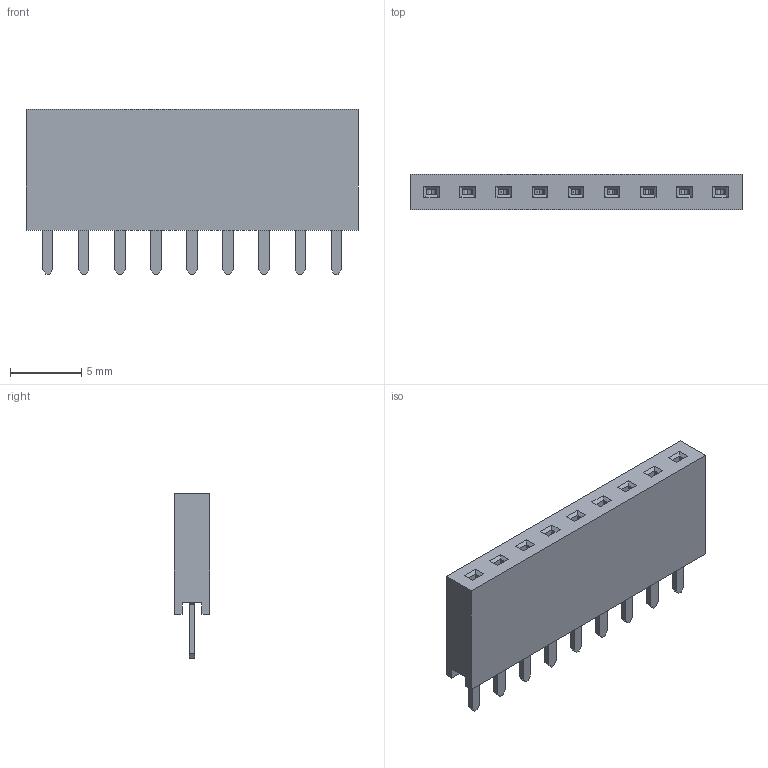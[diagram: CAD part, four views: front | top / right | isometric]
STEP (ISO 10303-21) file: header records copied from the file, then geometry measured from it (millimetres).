
FILE_DESCRIPTION( ( 'Unknown' ), '1' );
FILE_NAME( '61300911821.stp', 'Unknown', ( 'Unknown' ), ( 'Unknown' ), 'PSStep 17.0.49', 'Unknown', ' ' );
FILE_SCHEMA( ( 'AUTOMOTIVE_DESIGN { 1 0 10303 214 1 1 1 1 }' ) );
Length unit declared in the file: millimetre
Products named in the file (3): Assem1; 6130xx11821_PIN; 61300911821
Assembly tree (10 placements, depth 2):
  Assem1
    6130xx11821_PIN  x9
    61300911821
Bounding box: 23.36 x 2.5 x 11.61 mm (x, y, z)
Volume: 451.8 mm3; surface area: 1195.8 mm2
Topology: 10 solids, 10 shells, 343 faces, 933 edges, 610 vertices
Faces by surface type: plane 307, extrusion 18, cylinder 18
Entity records: 5631 total; most frequent: CARTESIAN_POINT 807, ORIENTED_EDGE 762, DIRECTION 687, EDGE_CURVE 381, VECTOR 375, LINE 373, VERTEX_POINT 242, EDGE_LOOP 161
